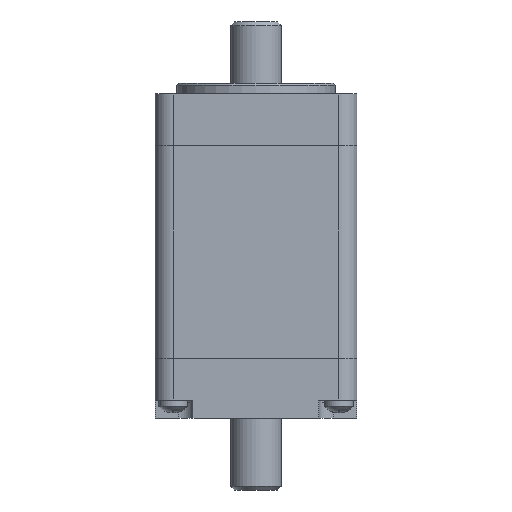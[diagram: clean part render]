
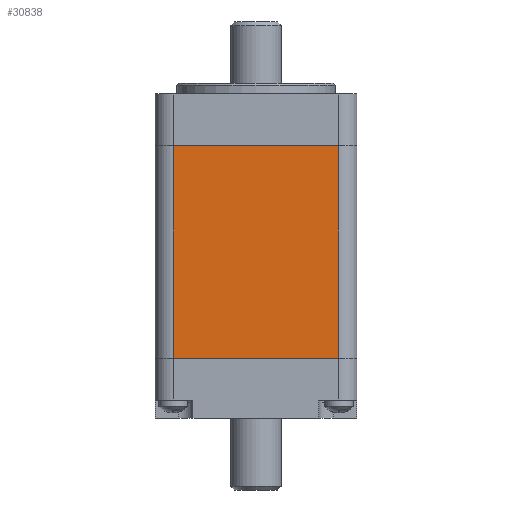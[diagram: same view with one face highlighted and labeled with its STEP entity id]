
A CAD part, front view. The second image highlights one B-rep face of the part: STEP entity #30838.
In plain terms, the highlighted planar face has unit normal (0, -1, 0).
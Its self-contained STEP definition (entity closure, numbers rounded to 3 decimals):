
#278=LINE('',#45769,#3418);
#457=LINE('',#46510,#3597);
#641=LINE('',#47256,#3781);
#642=LINE('',#47258,#3782);
#3418=VECTOR('',#36132,23.);
#3597=VECTOR('',#36695,23.);
#3781=VECTOR('',#37269,29.5);
#3782=VECTOR('',#37272,29.5);
#6702=PLANE('',#33013);
#8571=FACE_OUTER_BOUND('',#10337,.T.);
#10337=EDGE_LOOP('',(#22453,#22454,#22455,#22456));
#13653=VERTEX_POINT('',#45766);
#13654=VERTEX_POINT('',#45768);
#14023=VERTEX_POINT('',#46507);
#14024=VERTEX_POINT('',#46509);
#16845=EDGE_CURVE('',#13653,#13654,#278,.T.);
#17215=EDGE_CURVE('',#14024,#14023,#457,.T.);
#17589=EDGE_CURVE('',#13653,#14024,#641,.T.);
#17590=EDGE_CURVE('',#13654,#14023,#642,.T.);
#22453=ORIENTED_EDGE('',*,*,#17215,.T.);
#22454=ORIENTED_EDGE('',*,*,#17590,.F.);
#22455=ORIENTED_EDGE('',*,*,#16845,.F.);
#22456=ORIENTED_EDGE('',*,*,#17589,.T.);
#30838=ADVANCED_FACE('',(#8571),#6702,.F.);
#33013=AXIS2_PLACEMENT_3D('',#47257,#37270,#37271);
#36132=DIRECTION('',(0.,0.,-1.));
#36695=DIRECTION('',(0.,0.,-1.));
#37269=DIRECTION('',(-1.,0.,0.));
#37270=DIRECTION('center_axis',(0.,1.,0.));
#37271=DIRECTION('ref_axis',(0.,0.,1.));
#37272=DIRECTION('',(-1.,0.,0.));
#45766=CARTESIAN_POINT('',(29.5,-14.,11.5));
#45768=CARTESIAN_POINT('',(29.5,-14.,-11.5));
#45769=CARTESIAN_POINT('',(29.5,-14.,11.5));
#46507=CARTESIAN_POINT('',(0.,-14.,-11.5));
#46509=CARTESIAN_POINT('',(0.,-14.,11.5));
#46510=CARTESIAN_POINT('',(0.,-14.,11.5));
#47256=CARTESIAN_POINT('',(17.85,-14.,11.5));
#47257=CARTESIAN_POINT('Origin',(17.85,-14.,-11.5));
#47258=CARTESIAN_POINT('',(17.85,-14.,-11.5));
